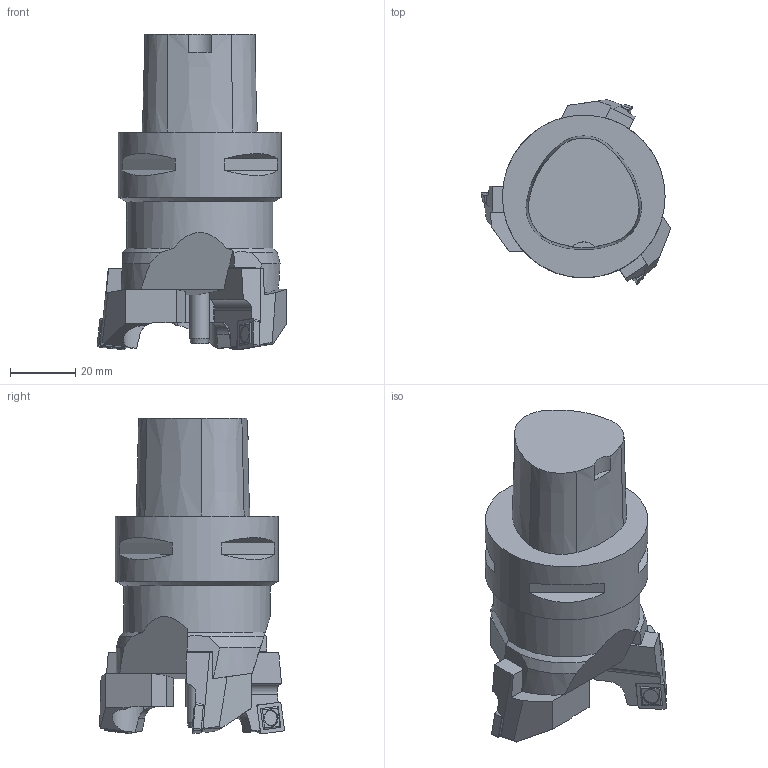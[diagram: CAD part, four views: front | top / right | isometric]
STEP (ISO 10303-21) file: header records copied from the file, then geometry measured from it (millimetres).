
FILE_DESCRIPTION(/* description */ (''),/* implementation_level */ '2;1');
FILE_NAME(/* name */ '1566367310699.stp',/* time_stamp */ '2019-08-21T08:01:57+02:00',/* author */ (''),/* organization */ ('SMS'),/* preprocessor_version */ 'ST-DEVELOPER v16.7',/* originating_system */ 'SIEMENS PLM Software NX 12.0',/* authorisation */ '');
FILE_SCHEMA (('AUTOMOTIVE_DESIGN { 1 0 10303 214 3 1 1 1 }'));
Length unit declared in the file: millimetre
Products named in the file (7): 201012472mod000_00; ASSEMBLY_CONSTRUCTION; 201012569mod000_00; 200955527mod000_01; 201012595mod000_01; 201071935mod000_01
Assembly tree (8 placements, depth 3):
  201071935mod000_01
    200955527mod000_01
    201012595mod000_01  x3
      201012569mod000_00
      ASSEMBLY_CONSTRUCTION
      201012472mod000_00
    ASSEMBLY_CONSTRUCTION
Bounding box: 58.2 x 56.72 x 96.84 mm (x, y, z)
Volume: 124325 mm3; surface area: 23581.4 mm2
Topology: 7 solids, 7 shells, 284 faces, 724 edges, 500 vertices
Faces by surface type: plane 179, cone 53, cylinder 28, torus 24
Full cylindrical faces by diameter (mm): 3.2 x6, 6.008 x1, 45 x1, 50 x1
Entity records: 4274 total; most frequent: CARTESIAN_POINT 822, DIRECTION 696, ORIENTED_EDGE 616, EDGE_CURVE 308, AXIS2_PLACEMENT_3D 254, VERTEX_POINT 213, LINE 188, VECTOR 188
